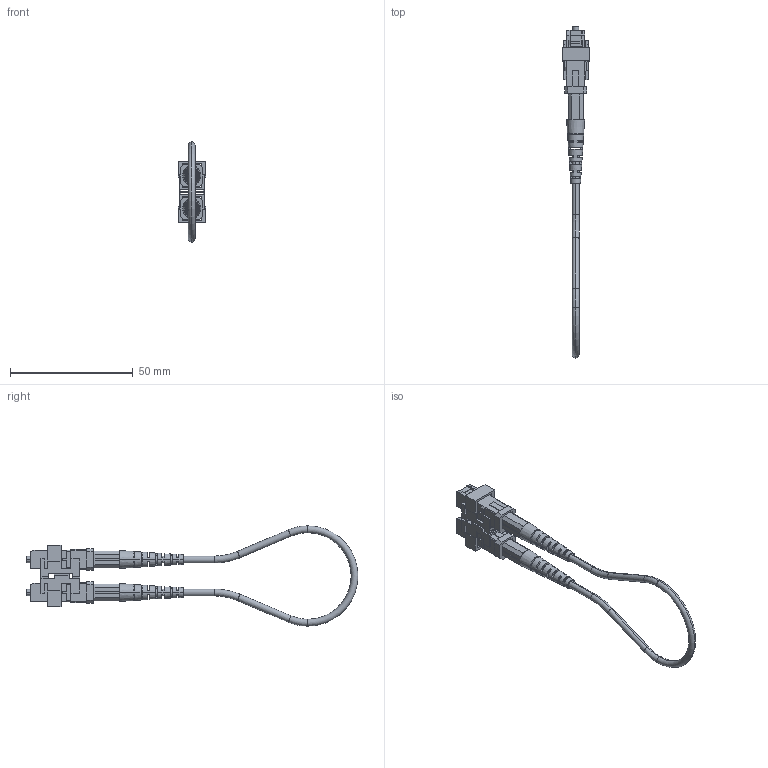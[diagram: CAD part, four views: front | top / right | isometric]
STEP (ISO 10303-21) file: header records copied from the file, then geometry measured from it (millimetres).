
FILE_DESCRIPTION (( 'STEP AP203' ), '1' );
FILE_NAME ('FOL50-SC.STEP', '2006-06-23T19:37:23', ( 'lcom' ), ( 'lcom' ), 'SwSTEP 2.0', 'SolidWorks 2006004', '' );
FILE_SCHEMA (( 'CONFIG_CONTROL_DESIGN' ));
Length unit declared in the file: inch
Products named in the file (9): FOL-SC-MA1; FOL50-SC; FOC-101BA MA4; FOC-101BA MA3; ACC-CON-SCD-CLIP; FOC-101BA; FOC-101BA MA2; FOC-101BA MA1; 1AL06-016-MA1
Assembly tree (9 placements, depth 4):
  FOL50-SC
    1AL06-016-MA1
    FOL-SC-MA1
      FOC-101BA  x2
        FOC-101BA MA2
        FOC-101BA MA1
        FOC-101BA MA4
        FOC-101BA MA3
      ACC-CON-SCD-CLIP
Bounding box: 11.18 x 135.43 x 40.89 mm (x, y, z)
Volume: 5544.8 mm3; surface area: 11674.6 mm2
Topology: 10 solids, 10 shells, 664 faces, 1927 edges, 1262 vertices
Faces by surface type: plane 573, cylinder 56, torus 14, cone 12, bspline 9
Entity records: 14977 total; most frequent: CARTESIAN_POINT 3531, ORIENTED_EDGE 2280, DIRECTION 2042, EDGE_CURVE 1140, VECTOR 876, LINE 876, VERTEX_POINT 746, AXIS2_PLACEMENT_3D 583
